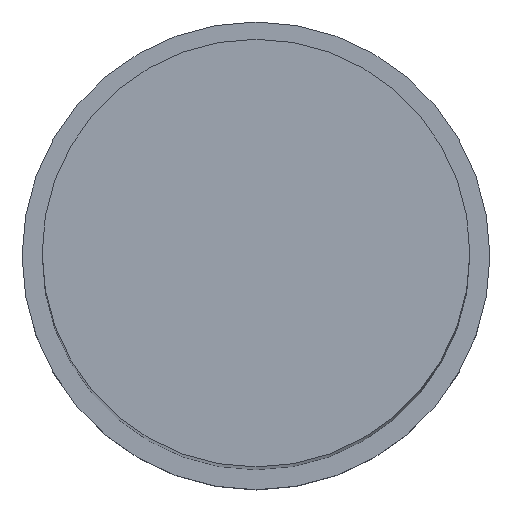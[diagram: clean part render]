
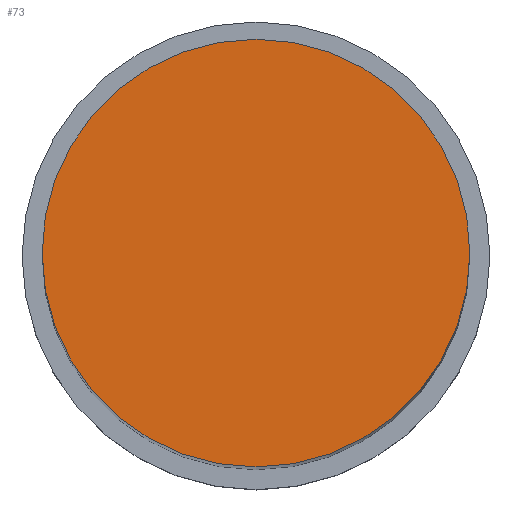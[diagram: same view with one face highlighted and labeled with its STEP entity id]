
A CAD part, top view. The second image highlights one B-rep face of the part: STEP entity #73.
In plain terms, the highlighted planar face has unit normal (0, 0, 1).
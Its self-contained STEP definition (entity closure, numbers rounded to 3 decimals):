
#66=EDGE_CURVE('Unnamed[1]',#162,#162,#163,.T.);
#73=ADVANCED_FACE('Unnamed[1]',(#172),#173,.T.);
#162=VERTEX_POINT('',#284);
#163=CIRCLE('',#285,16.0);
#172=FACE_OUTER_BOUND('',#297,.T.);
#173=PLANE('',#298);
#284=CARTESIAN_POINT('',(0.,16.,160.0));
#285=AXIS2_PLACEMENT_3D('',#419,#420,#421);
#297=EDGE_LOOP('',(#429));
#298=AXIS2_PLACEMENT_3D('',#430,#431,#432);
#419=CARTESIAN_POINT('',(0.,0.,160.0));
#420=DIRECTION('',(0.,0.,-1.0));
#421=DIRECTION('',(0.,1.0,0.));
#429=ORIENTED_EDGE('',*,*,#66,.F.);
#430=CARTESIAN_POINT('',(0.,8.,160.0));
#431=DIRECTION('',(0.,0.,1.0));
#432=DIRECTION('',(0.,-1.0,0.));
